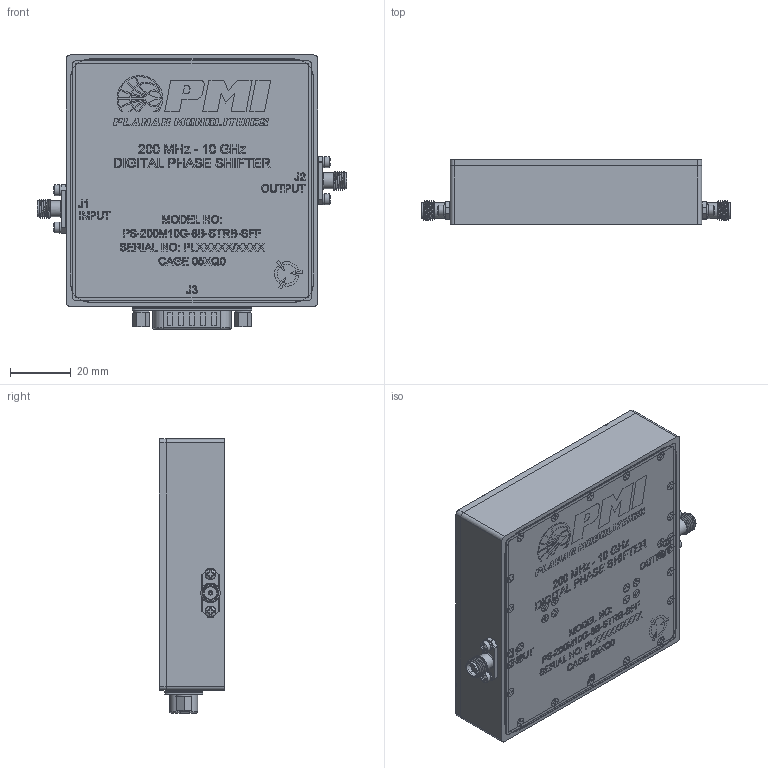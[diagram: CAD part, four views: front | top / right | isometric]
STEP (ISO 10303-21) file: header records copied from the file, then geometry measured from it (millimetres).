
FILE_DESCRIPTION (( 'STEP AP214' ), '1' );
FILE_NAME ('PS-200M10G-8B-STRB-SFF.STEP', '2026-01-27T21:12:06', ( '' ), ( '' ), 'SwSTEP 2.0', 'SolidWorks 2025', '' );
FILE_SCHEMA (( 'AUTOMOTIVE_DESIGN' ));
Length unit declared in the file: millimetre
Products named in the file (1): PS-200M10G-8B-STRB-SFF
Bounding box: 101.75 x 21.39 x 89.97 mm (x, y, z)
Volume: 88315.3 mm3; surface area: 72047.2 mm2
Topology: 66 solids, 66 shells, 2552 faces, 7382 edges, 5313 vertices
Faces by surface type: plane 1632, cylinder 524, cone 274, torus 74, sphere 40, bspline 8
Full cylindrical faces by diameter (mm): 0.305 x4, 0.508 x2, 0.762 x2, 0.889 x2, 1.016 x17, 1.132 x15, 1.27 x2, 1.295 x52, 1.321 x16, 1.524 x93, 1.64 x15, 1.702 x2, 1.854 x45, 1.93 x2, 2.057 x18, 2.184 x8, 2.362 x4, 2.565 x18, 2.591 x4, 2.845 x10, 3.1 x2, 3.175 x4, 3.302 x2, 3.556 x4, 4.191 x4, 4.597 x2, 5.283 x4
Entity records: 107674 total; most frequent: CARTESIAN_POINT 25863, ORIENTED_EDGE 12952, DIRECTION 11958, EDGE_CURVE 6476, VERTEX_POINT 5076, AXIS2_PLACEMENT_3D 4229, EDGE_LOOP 3714, LINE 3500
